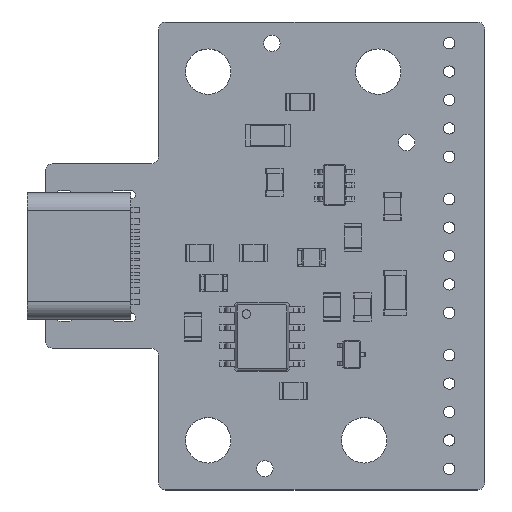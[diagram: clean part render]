
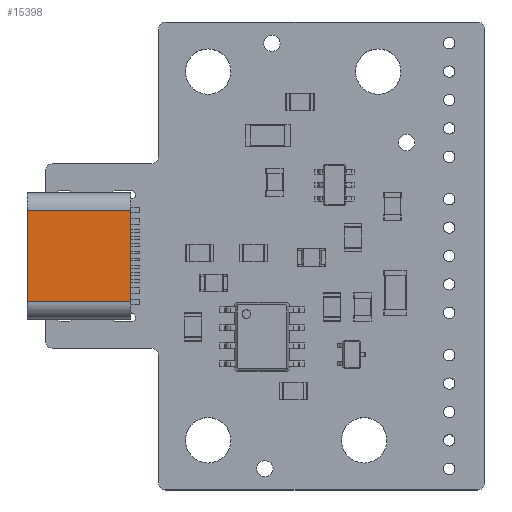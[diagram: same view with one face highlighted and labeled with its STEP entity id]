
A CAD part, top view. The second image highlights one B-rep face of the part: STEP entity #15398.
In plain terms, the highlighted face is planar.
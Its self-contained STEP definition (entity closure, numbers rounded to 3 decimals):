
#838=PLANE('',#16651);
#1624=FACE_OUTER_BOUND('',#2476,.T.);
#2476=EDGE_LOOP('',(#13957,#13958,#13959,#13960));
#4389=LINE('',#24543,#6151);
#4568=LINE('',#24990,#6330);
#4570=LINE('',#24994,#6332);
#4571=LINE('',#24996,#6333);
#6151=VECTOR('',#20257,10.);
#6330=VECTOR('',#20700,10.);
#6332=VECTOR('',#20706,10.);
#6333=VECTOR('',#20709,10.);
#7535=VERTEX_POINT('',#24540);
#7536=VERTEX_POINT('',#24542);
#7671=VERTEX_POINT('',#24987);
#7672=VERTEX_POINT('',#24989);
#9539=EDGE_CURVE('',#7535,#7536,#4389,.T.);
#9763=EDGE_CURVE('',#7671,#7672,#4568,.T.);
#9766=EDGE_CURVE('',#7536,#7671,#4570,.T.);
#9767=EDGE_CURVE('',#7672,#7535,#4571,.T.);
#13957=ORIENTED_EDGE('',*,*,#9766,.F.);
#13958=ORIENTED_EDGE('',*,*,#9539,.F.);
#13959=ORIENTED_EDGE('',*,*,#9767,.F.);
#13960=ORIENTED_EDGE('',*,*,#9763,.F.);
#15398=ADVANCED_FACE('',(#1624),#838,.T.);
#16651=AXIS2_PLACEMENT_3D('',#25002,#20719,#20720);
#20257=DIRECTION('',(1.,0.,0.));
#20700=DIRECTION('',(-1.,0.,0.));
#20706=DIRECTION('',(0.,0.,1.));
#20709=DIRECTION('',(0.,0.,-1.));
#20719=DIRECTION('center_axis',(0.,1.,0.));
#20720=DIRECTION('ref_axis',(1.,0.,0.));
#24540=CARTESIAN_POINT('',(1.255,3.21,-7.3));
#24542=CARTESIAN_POINT('',(7.685,3.21,-7.3));
#24543=CARTESIAN_POINT('',(8.94,3.21,-7.3));
#24987=CARTESIAN_POINT('',(7.685,3.21,0.));
#24989=CARTESIAN_POINT('',(1.255,3.21,0.));
#24990=CARTESIAN_POINT('',(8.94,3.21,0.));
#24994=CARTESIAN_POINT('',(7.685,3.21,0.));
#24996=CARTESIAN_POINT('',(1.255,3.21,0.));
#25002=CARTESIAN_POINT('Origin',(0.,3.21,0.));
